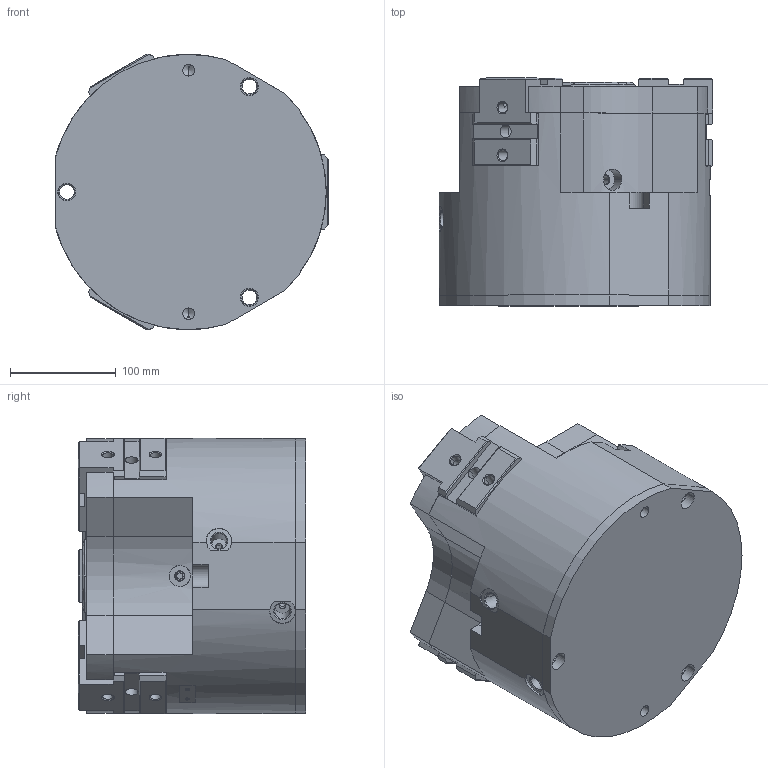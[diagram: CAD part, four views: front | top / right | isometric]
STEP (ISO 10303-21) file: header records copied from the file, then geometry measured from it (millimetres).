
FILE_DESCRIPTION( ( '' ), '1' );
FILE_NAME( 'op260_3s_op655acs_0_2_14a.stp', '2010-10-25T12:49:49', ( '' ), ( '' ), ' ', ' ', ' ' );
FILE_SCHEMA( ( 'automotive_design' ) );
Length unit declared in the file: millimetre
Products named in the file (4): 1; 2; 3; 4
Bounding box: 258.5 x 215 x 260.5 mm (x, y, z)
Volume: 9142374.7 mm3; surface area: 504636.6 mm2
Topology: 4 solids, 4 shells, 477 faces, 1217 edges, 747 vertices
Faces by surface type: plane 240, cylinder 138, cone 94, torus 5
Entity records: 27952 total; most frequent: CARTESIAN_POINT 2892, DIRECTION 2464, STYLED_ITEM 2399, PRESENTATION_STYLE_ASSIGNMENT 2399, COLOUR_RGB 2399, ORIENTED_EDGE 2342, EDGE_CURVE 1171, CURVE_STYLE 1171
